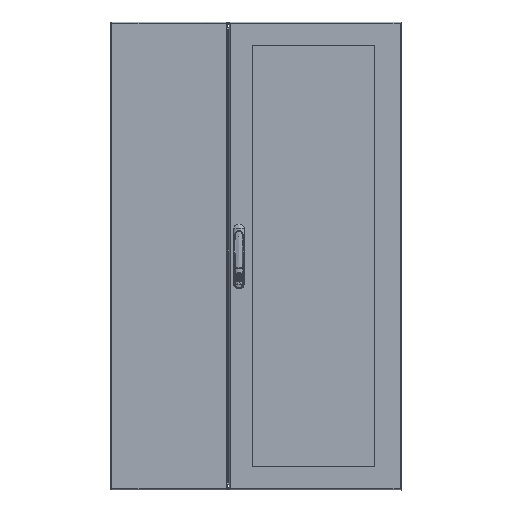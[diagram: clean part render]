
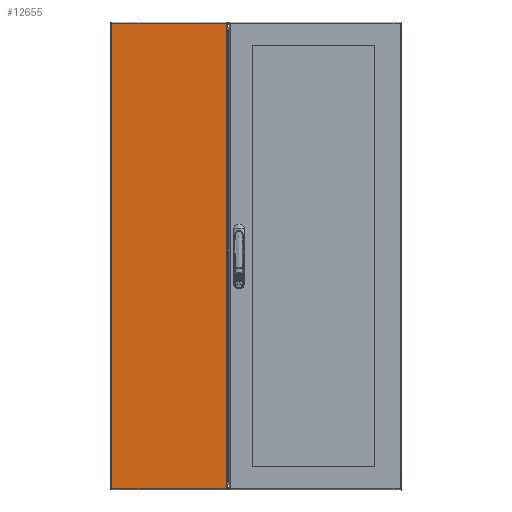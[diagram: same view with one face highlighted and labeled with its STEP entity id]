
A CAD part, top view. The second image highlights one B-rep face of the part: STEP entity #12655.
In plain terms, the highlighted face is planar.
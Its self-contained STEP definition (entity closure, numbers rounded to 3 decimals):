
#5508=(
BOUNDED_CURVE()
B_SPLINE_CURVE(1,(#114727,#114728),.UNSPECIFIED.,.F.,.F.)
B_SPLINE_CURVE_WITH_KNOTS((2,2),(0.,1.),.UNSPECIFIED.)
CURVE()
GEOMETRIC_REPRESENTATION_ITEM()
RATIONAL_B_SPLINE_CURVE((1.,1.))
REPRESENTATION_ITEM('')
);
#9102=B_SPLINE_CURVE_WITH_KNOTS('',3,(#114769,#114770,#114771,#114772),
 .UNSPECIFIED.,.F.,.F.,(4,4),(0.,1.),.UNSPECIFIED.);
#9112=B_SPLINE_CURVE_WITH_KNOTS('',3,(#114825,#114826,#114827,#114828),
 .UNSPECIFIED.,.F.,.F.,(4,4),(0.,1.),.UNSPECIFIED.);
#9113=B_SPLINE_CURVE_WITH_KNOTS('',3,(#114831,#114832,#114833,#114834),
 .UNSPECIFIED.,.F.,.F.,(4,4),(0.,1.),.UNSPECIFIED.);
#12655=ADVANCED_FACE('F30',(#16653),#14048,.T.);
#14048=PLANE('',#53322);
#16653=FACE_OUTER_BOUND('',#19527,.T.);
#19527=EDGE_LOOP('',(#32980,#32981,#32982,#32983));
#32980=ORIENTED_EDGE('',*,*,#44664,.F.);
#32981=ORIENTED_EDGE('',*,*,#44666,.F.);
#32982=ORIENTED_EDGE('',*,*,#44636,.F.);
#32983=ORIENTED_EDGE('',*,*,#44646,.F.);
#37783=VERTEX_POINT('',#114726);
#37784=VERTEX_POINT('',#114729);
#37788=VERTEX_POINT('',#114768);
#37801=VERTEX_POINT('',#114824);
#44636=EDGE_CURVE('E117',#37783,#37784,#5508,.T.);
#44646=EDGE_CURVE('E126',#37788,#37783,#9102,.T.);
#44664=EDGE_CURVE('E113',#37801,#37788,#9112,.T.);
#44666=EDGE_CURVE('E101',#37784,#37801,#9113,.T.);
#53322=AXIS2_PLACEMENT_3D('',#114835,#62056,#62057);
#62056=DIRECTION('',(0.,-1.,0.));
#62057=DIRECTION('',(1.,0.,0.));
#114726=CARTESIAN_POINT('',(-1171.122,-1359.054,686.915));
#114727=CARTESIAN_POINT('',(-1171.122,-1359.054,686.915));
#114728=CARTESIAN_POINT('',(-781.004,-1359.054,686.915));
#114729=CARTESIAN_POINT('',(-781.004,-1359.054,686.915));
#114768=CARTESIAN_POINT('',(-1171.122,-1359.054,-903.885));
#114769=CARTESIAN_POINT('',(-1171.122,-1359.054,-903.885));
#114770=CARTESIAN_POINT('',(-1171.122,-1359.054,-373.618));
#114771=CARTESIAN_POINT('',(-1171.122,-1359.054,156.648));
#114772=CARTESIAN_POINT('',(-1171.122,-1359.054,686.915));
#114824=CARTESIAN_POINT('',(-781.004,-1359.054,-903.885));
#114825=CARTESIAN_POINT('',(-781.004,-1359.054,-903.885));
#114826=CARTESIAN_POINT('',(-911.043,-1359.054,-903.885));
#114827=CARTESIAN_POINT('',(-1041.083,-1359.054,-903.885));
#114828=CARTESIAN_POINT('',(-1171.122,-1359.054,-903.885));
#114831=CARTESIAN_POINT('',(-781.004,-1359.054,686.915));
#114832=CARTESIAN_POINT('',(-781.004,-1359.054,156.648));
#114833=CARTESIAN_POINT('',(-781.004,-1359.054,-373.618));
#114834=CARTESIAN_POINT('',(-781.004,-1359.054,-903.885));
#114835=CARTESIAN_POINT('',(-781.004,-1359.054,686.915));
